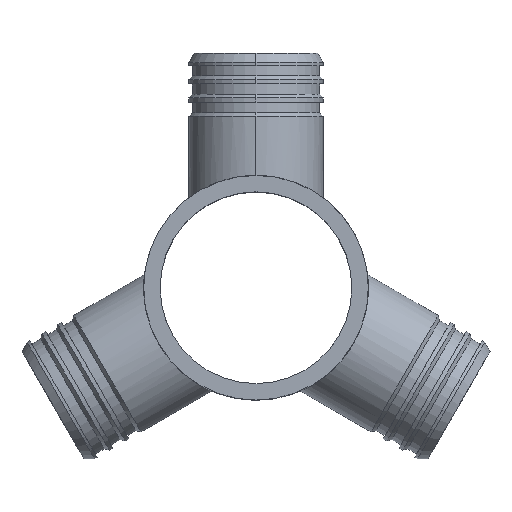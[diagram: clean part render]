
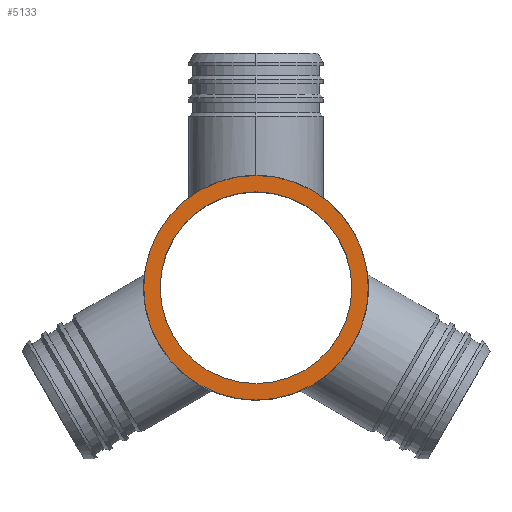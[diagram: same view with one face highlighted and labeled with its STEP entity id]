
A CAD part, top view. The second image highlights one B-rep face of the part: STEP entity #5133.
In plain terms, the highlighted planar face has unit normal (0, 0, 1).
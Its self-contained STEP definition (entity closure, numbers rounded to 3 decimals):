
#921 = DIRECTION ( 'NONE',  ( 0., 0., 1. ) ) ;
#1209 = CARTESIAN_POINT ( 'NONE',  ( 0., 18.4, 0. ) ) ;
#1677 = CARTESIAN_POINT ( 'NONE',  ( 15.7, 0., 0. ) ) ;
#1875 = DIRECTION ( 'NONE',  ( 1., 0., 0. ) ) ;
#1919 = VERTEX_POINT ( 'NONE', #2244 ) ;
#2244 = CARTESIAN_POINT ( 'NONE',  ( 18.4, 0., 0. ) ) ;
#2804 = AXIS2_PLACEMENT_3D ( 'NONE', #5044, #7076, #9247 ) ;
#2876 = DIRECTION ( 'NONE',  ( 1., 0., 0. ) ) ;
#3027 = DIRECTION ( 'NONE',  ( 0., -1., 0. ) ) ;
#3771 = ORIENTED_EDGE ( 'NONE', *, *, #9880, .T. ) ;
#4902 = CARTESIAN_POINT ( 'NONE',  ( 0., 0., 0. ) ) ;
#5044 = CARTESIAN_POINT ( 'NONE',  ( 0., 0., 0. ) ) ;
#5133 = ADVANCED_FACE ( 'NONE', ( #12460, #8465 ), #10433, .F. ) ;
#5568 = EDGE_CURVE ( 'NONE', #1919, #9256, #6844, .T. ) ;
#5846 = ORIENTED_EDGE ( 'NONE', *, *, #5568, .T. ) ;
#6415 = AXIS2_PLACEMENT_3D ( 'NONE', #7030, #11167, #1875 ) ;
#6472 = CARTESIAN_POINT ( 'NONE',  ( -15.7, 0., 0. ) ) ;
#6524 = CARTESIAN_POINT ( 'NONE',  ( -18.4, 0., 0. ) ) ;
#6577 = EDGE_LOOP ( 'NONE', ( #7393, #3771 ) ) ;
#6844 = CIRCLE ( 'NONE', #6415, 18.4 ) ;
#7030 = CARTESIAN_POINT ( 'NONE',  ( 0., 0., 0. ) ) ;
#7076 = DIRECTION ( 'NONE',  ( 0., 0., -1. ) ) ;
#7077 = EDGE_CURVE ( 'NONE', #11942, #12209, #7792, .T. ) ;
#7109 = DIRECTION ( 'NONE',  ( 0., 0., -1. ) ) ;
#7393 = ORIENTED_EDGE ( 'NONE', *, *, #7077, .T. ) ;
#7792 = CIRCLE ( 'NONE', #2804, 15.7 ) ;
#8211 = CIRCLE ( 'NONE', #13193, 15.7 ) ;
#8465 = FACE_OUTER_BOUND ( 'NONE', #12398, .T. ) ;
#9106 = DIRECTION ( 'NONE',  ( 0., 0., -1. ) ) ;
#9202 = CARTESIAN_POINT ( 'NONE',  ( 0., 0., 0. ) ) ;
#9247 = DIRECTION ( 'NONE',  ( -1., 0., 0. ) ) ;
#9256 = VERTEX_POINT ( 'NONE', #6524 ) ;
#9880 = EDGE_CURVE ( 'NONE', #12209, #11942, #8211, .T. ) ;
#10258 = EDGE_CURVE ( 'NONE', #9256, #1919, #10809, .T. ) ;
#10433 = PLANE ( 'NONE',  #13135 ) ;
#10809 = CIRCLE ( 'NONE', #12103, 18.4 ) ;
#10987 = ORIENTED_EDGE ( 'NONE', *, *, #10258, .T. ) ;
#11167 = DIRECTION ( 'NONE',  ( 0., 0., 1. ) ) ;
#11942 = VERTEX_POINT ( 'NONE', #6472 ) ;
#12103 = AXIS2_PLACEMENT_3D ( 'NONE', #9202, #921, #2876 ) ;
#12206 = DIRECTION ( 'NONE',  ( -1., 0., 0. ) ) ;
#12209 = VERTEX_POINT ( 'NONE', #1677 ) ;
#12398 = EDGE_LOOP ( 'NONE', ( #5846, #10987 ) ) ;
#12460 = FACE_BOUND ( 'NONE', #6577, .T. ) ;
#13135 = AXIS2_PLACEMENT_3D ( 'NONE', #1209, #7109, #3027 ) ;
#13193 = AXIS2_PLACEMENT_3D ( 'NONE', #4902, #9106, #12206 ) ;
